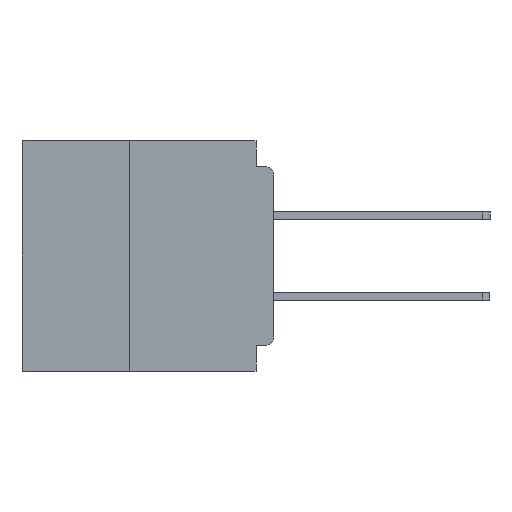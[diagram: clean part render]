
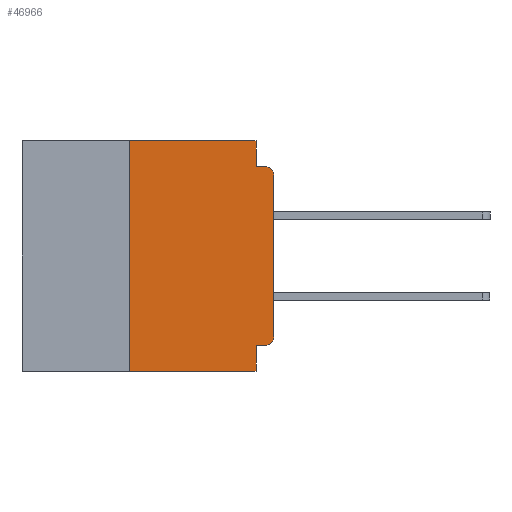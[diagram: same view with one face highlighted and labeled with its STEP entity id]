
A CAD part, left-side view. The second image highlights one B-rep face of the part: STEP entity #46966.
In plain terms, the highlighted planar face has unit normal (-1, 0, 0).
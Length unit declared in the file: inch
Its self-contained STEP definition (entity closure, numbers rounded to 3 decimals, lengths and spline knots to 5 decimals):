
#2 = VERTEX_POINT ( 'NONE', #44932 ) ;
#656 = VECTOR ( 'NONE', #4310, 39.37008 ) ;
#983 = DIRECTION ( 'NONE',  ( -1., 0., 0. ) ) ;
#1226 = VERTEX_POINT ( 'NONE', #26775 ) ;
#1457 = LINE ( 'NONE', #21246, #24806 ) ;
#3686 = CARTESIAN_POINT ( 'NONE',  ( 0., 0., -0.045 ) ) ;
#3771 = DIRECTION ( 'NONE',  ( 0., 0., -1. ) ) ;
#3918 = DIRECTION ( 'NONE',  ( 0., 0., -1. ) ) ;
#4182 = VERTEX_POINT ( 'NONE', #34116 ) ;
#4310 = DIRECTION ( 'NONE',  ( 0., 0., 1. ) ) ;
#4788 = CARTESIAN_POINT ( 'NONE',  ( 0., 0.25, 0. ) ) ;
#6325 = VERTEX_POINT ( 'NONE', #4788 ) ;
#6915 = EDGE_CURVE ( 'NONE', #6325, #11624, #41308, .T. ) ;
#7663 = EDGE_CURVE ( 'NONE', #32762, #49395, #21172, .T. ) ;
#9179 = DIRECTION ( 'NONE',  ( 0., -1., 0. ) ) ;
#9996 = VERTEX_POINT ( 'NONE', #38636 ) ;
#11624 = VERTEX_POINT ( 'NONE', #49570 ) ;
#12326 = LINE ( 'NONE', #26182, #656 ) ;
#13476 = DIRECTION ( 'NONE',  ( 0., -1., 0. ) ) ;
#14015 = CIRCLE ( 'NONE', #18331, 0.015 ) ;
#15530 = VERTEX_POINT ( 'NONE', #16282 ) ;
#16097 = LINE ( 'NONE', #3686, #46765 ) ;
#16192 = AXIS2_PLACEMENT_3D ( 'NONE', #27269, #983, #31638 ) ;
#16282 = CARTESIAN_POINT ( 'NONE',  ( 0., 0.031, -0.045 ) ) ;
#17058 = FACE_OUTER_BOUND ( 'NONE', #51345, .T. ) ;
#17927 = CARTESIAN_POINT ( 'NONE',  ( 0., 0.437, -0.4 ) ) ;
#18331 = AXIS2_PLACEMENT_3D ( 'NONE', #56260, #30169, #3918 ) ;
#18391 = EDGE_CURVE ( 'NONE', #15530, #49395, #16097, .T. ) ;
#20580 = LINE ( 'NONE', #21334, #33515 ) ;
#21172 = CIRCLE ( 'NONE', #16192, 0.015 ) ;
#21246 = CARTESIAN_POINT ( 'NONE',  ( 0., 0.031, 0. ) ) ;
#21312 = PLANE ( 'NONE',  #34921 ) ;
#21334 = CARTESIAN_POINT ( 'NONE',  ( 0., 0.25, -0.4 ) ) ;
#24149 = EDGE_CURVE ( 'NONE', #9996, #1226, #52625, .T. ) ;
#24806 = VECTOR ( 'NONE', #42888, 39.37008 ) ;
#25460 = CARTESIAN_POINT ( 'NONE',  ( 0., 0.437, 0. ) ) ;
#25661 = CARTESIAN_POINT ( 'NONE',  ( 0., 0., -0.355 ) ) ;
#25692 = CARTESIAN_POINT ( 'NONE',  ( 0., 0.25, -0.4 ) ) ;
#26182 = CARTESIAN_POINT ( 'NONE',  ( 0., 0., 0. ) ) ;
#26581 = CARTESIAN_POINT ( 'NONE',  ( 0., 0.437, 0. ) ) ;
#26699 = VECTOR ( 'NONE', #54158, 39.37008 ) ;
#26775 = CARTESIAN_POINT ( 'NONE',  ( 0., 0.031, -0.4 ) ) ;
#27269 = CARTESIAN_POINT ( 'NONE',  ( 0., 0.015, -0.06 ) ) ;
#28933 = CARTESIAN_POINT ( 'NONE',  ( 0., 0.015, -0.045 ) ) ;
#29742 = VECTOR ( 'NONE', #9179, 39.37008 ) ;
#30028 = DIRECTION ( 'NONE',  ( 1., 0., 0. ) ) ;
#30169 = DIRECTION ( 'NONE',  ( -1., 0., 0. ) ) ;
#31638 = DIRECTION ( 'NONE',  ( 0., 0., -1. ) ) ;
#32222 = EDGE_CURVE ( 'NONE', #4182, #2, #14015, .T. ) ;
#32762 = VERTEX_POINT ( 'NONE', #51668 ) ;
#32901 = EDGE_CURVE ( 'NONE', #33420, #1226, #37848, .T. ) ;
#33420 = VERTEX_POINT ( 'NONE', #25692 ) ;
#33515 = VECTOR ( 'NONE', #51778, 39.37008 ) ;
#34069 = EDGE_CURVE ( 'NONE', #4182, #9996, #42535, .T. ) ;
#34116 = CARTESIAN_POINT ( 'NONE',  ( 0., 0.015, -0.355 ) ) ;
#34921 = AXIS2_PLACEMENT_3D ( 'NONE', #25460, #30028, #3771 ) ;
#35808 = EDGE_CURVE ( 'NONE', #33420, #6325, #20580, .T. ) ;
#36484 = VECTOR ( 'NONE', #13476, 39.37008 ) ;
#37848 = LINE ( 'NONE', #17927, #36484 ) ;
#38636 = CARTESIAN_POINT ( 'NONE',  ( 0., 0.031, -0.355 ) ) ;
#41308 = LINE ( 'NONE', #26581, #29742 ) ;
#41625 = EDGE_CURVE ( 'NONE', #11624, #15530, #1457, .T. ) ;
#42535 = LINE ( 'NONE', #25661, #54174 ) ;
#42888 = DIRECTION ( 'NONE',  ( 0., 0., -1. ) ) ;
#43063 = DIRECTION ( 'NONE',  ( 0., -1., 0. ) ) ;
#44932 = CARTESIAN_POINT ( 'NONE',  ( 0., 0., -0.34 ) ) ;
#45756 = ORIENTED_EDGE ( 'NONE', *, *, #53436, .T. ) ;
#46135 = ORIENTED_EDGE ( 'NONE', *, *, #18391, .F. ) ;
#46476 = ORIENTED_EDGE ( 'NONE', *, *, #41625, .F. ) ;
#46765 = VECTOR ( 'NONE', #43063, 39.37008 ) ;
#46966 = ADVANCED_FACE ( 'NONE', ( #17058 ), #21312, .F. ) ;
#47358 = DIRECTION ( 'NONE',  ( 0., 1., 0. ) ) ;
#47875 = ORIENTED_EDGE ( 'NONE', *, *, #6915, .F. ) ;
#48354 = ORIENTED_EDGE ( 'NONE', *, *, #35808, .F. ) ;
#48648 = ORIENTED_EDGE ( 'NONE', *, *, #32901, .T. ) ;
#49395 = VERTEX_POINT ( 'NONE', #28933 ) ;
#49570 = CARTESIAN_POINT ( 'NONE',  ( 0., 0.031, 0. ) ) ;
#49731 = ORIENTED_EDGE ( 'NONE', *, *, #24149, .F. ) ;
#49774 = CARTESIAN_POINT ( 'NONE',  ( 0., 0.031, -0.4 ) ) ;
#49955 = ORIENTED_EDGE ( 'NONE', *, *, #34069, .F. ) ;
#51345 = EDGE_LOOP ( 'NONE', ( #45756, #51754, #46135, #46476, #47875, #48354, #48648, #49731, #49955, #54531 ) ) ;
#51668 = CARTESIAN_POINT ( 'NONE',  ( 0., 0., -0.06 ) ) ;
#51754 = ORIENTED_EDGE ( 'NONE', *, *, #7663, .T. ) ;
#51778 = DIRECTION ( 'NONE',  ( 0., 0., 1. ) ) ;
#52625 = LINE ( 'NONE', #49774, #26699 ) ;
#53436 = EDGE_CURVE ( 'NONE', #2, #32762, #12326, .T. ) ;
#54158 = DIRECTION ( 'NONE',  ( 0., 0., -1. ) ) ;
#54174 = VECTOR ( 'NONE', #47358, 39.37008 ) ;
#54531 = ORIENTED_EDGE ( 'NONE', *, *, #32222, .T. ) ;
#56260 = CARTESIAN_POINT ( 'NONE',  ( 0., 0.015, -0.34 ) ) ;
